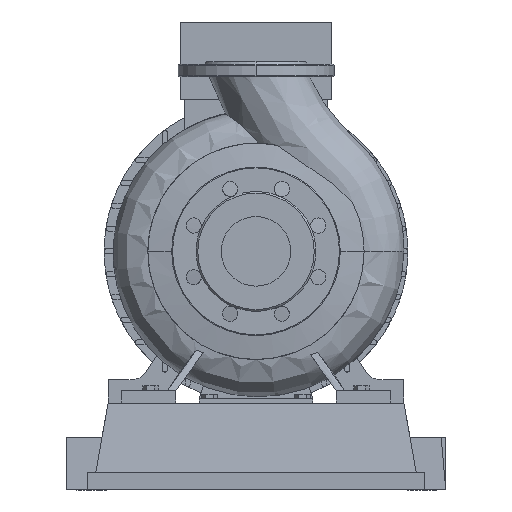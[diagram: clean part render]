
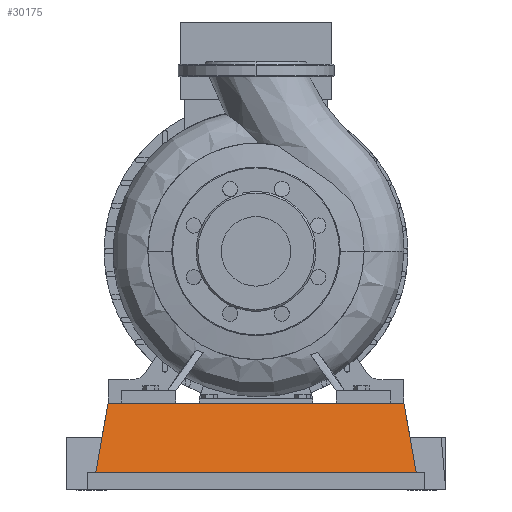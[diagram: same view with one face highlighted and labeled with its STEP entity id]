
A CAD part, left-side view. The second image highlights one B-rep face of the part: STEP entity #30175.
In plain terms, the highlighted planar face has unit normal (-0.985, 0, 0.174).
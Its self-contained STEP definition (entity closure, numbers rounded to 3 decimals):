
#28060=CARTESIAN_POINT('',(-77.5,-190.,20.6));
#28061=VERTEX_POINT('',#28060);
#28068=CARTESIAN_POINT('',(-77.5,190.0,20.6));
#28069=VERTEX_POINT('',#28068);
#28070=CARTESIAN_POINT('',(-77.5,-190.,20.6));
#28071=DIRECTION('',(0.0,1.0,0.0));
#28072=VECTOR('',#28071,380.0);
#28073=LINE('',#28070,#28072);
#28074=EDGE_CURVE('',#28061,#28069,#28073,.T.);
#29909=CARTESIAN_POINT('',(-62.971,-175.471,103.0));
#29910=VERTEX_POINT('',#29909);
#29917=CARTESIAN_POINT('',(-77.5,-190.,20.6));
#29918=DIRECTION('',(0.171,0.171,0.97));
#29919=VECTOR('',#29918,84.923);
#29920=LINE('',#29917,#29919);
#29921=EDGE_CURVE('',#28061,#29910,#29920,.T.);
#30152=CARTESIAN_POINT('',(-77.5,-190.,20.6));
#30153=DIRECTION('',(-0.985,0.,0.174));
#30154=DIRECTION('',(0.0,-1.0,0.0));
#30155=AXIS2_PLACEMENT_3D('',#30152,#30153,#30154);
#30156=PLANE('',#30155);
#30157=CARTESIAN_POINT('',(-62.971,175.471,103.0));
#30158=VERTEX_POINT('',#30157);
#30159=CARTESIAN_POINT('',(-62.971,-175.471,103.0));
#30160=DIRECTION('',(0.0,1.0,0.0));
#30161=VECTOR('',#30160,350.941);
#30162=LINE('',#30159,#30161);
#30163=EDGE_CURVE('',#29910,#30158,#30162,.T.);
#30164=ORIENTED_EDGE('',*,*,#30163,.T.);
#30165=CARTESIAN_POINT('',(-77.5,190.0,20.6));
#30166=DIRECTION('',(0.171,-0.171,0.97));
#30167=VECTOR('',#30166,84.923);
#30168=LINE('',#30165,#30167);
#30169=EDGE_CURVE('',#28069,#30158,#30168,.T.);
#30170=ORIENTED_EDGE('',*,*,#30169,.F.);
#30171=ORIENTED_EDGE('',*,*,#28074,.F.);
#30172=ORIENTED_EDGE('',*,*,#29921,.T.);
#30173=EDGE_LOOP('',(#30164,#30170,#30171,#30172));
#30174=FACE_OUTER_BOUND('',#30173,.T.);
#30175=ADVANCED_FACE('',(#30174),#30156,.T.);
